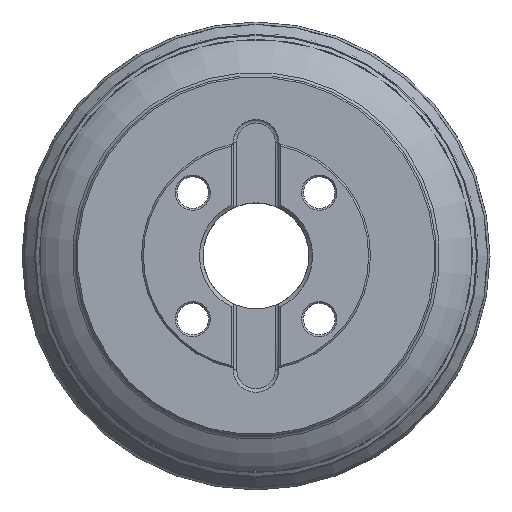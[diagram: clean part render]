
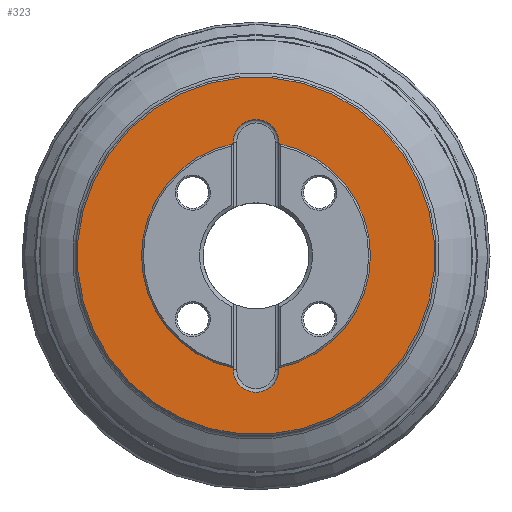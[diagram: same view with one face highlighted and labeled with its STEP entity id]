
A CAD part, top view. The second image highlights one B-rep face of the part: STEP entity #323.
In plain terms, the highlighted planar face has unit normal (0, 0, 1).
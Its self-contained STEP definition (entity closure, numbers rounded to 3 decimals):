
#61=LINE('',#3515,#93);
#62=LINE('',#3520,#94);
#63=LINE('',#3524,#95);
#64=LINE('',#3528,#96);
#93=VECTOR('',#2580,1.);
#94=VECTOR('',#2583,1.);
#95=VECTOR('',#2586,1.);
#96=VECTOR('',#2589,1.);
#142=PLANE('',#2151);
#323=ADVANCED_FACE('',(#799,#800),#142,.T.);
#799=FACE_BOUND('',#1025,.T.);
#800=FACE_BOUND('',#1026,.T.);
#1025=EDGE_LOOP('',(#1299));
#1026=EDGE_LOOP('',(#1300,#1301,#1302,#1303,#1304,#1305,#1306,#1307));
#1299=ORIENTED_EDGE('',*,*,#1767,.T.);
#1300=ORIENTED_EDGE('',*,*,#1768,.F.);
#1301=ORIENTED_EDGE('',*,*,#1769,.F.);
#1302=ORIENTED_EDGE('',*,*,#1770,.T.);
#1303=ORIENTED_EDGE('',*,*,#1771,.T.);
#1304=ORIENTED_EDGE('',*,*,#1772,.F.);
#1305=ORIENTED_EDGE('',*,*,#1773,.F.);
#1306=ORIENTED_EDGE('',*,*,#1774,.F.);
#1307=ORIENTED_EDGE('',*,*,#1775,.F.);
#1595=VERTEX_POINT('',#3514);
#1596=VERTEX_POINT('',#3516);
#1597=VERTEX_POINT('',#3517);
#1598=VERTEX_POINT('',#3519);
#1599=VERTEX_POINT('',#3521);
#1600=VERTEX_POINT('',#3523);
#1601=VERTEX_POINT('',#3525);
#1602=VERTEX_POINT('',#3527);
#1603=VERTEX_POINT('',#3529);
#1767=EDGE_CURVE('',#1595,#1595,#1967,.T.);
#1768=EDGE_CURVE('',#1596,#1597,#61,.T.);
#1769=EDGE_CURVE('',#1598,#1596,#1968,.T.);
#1770=EDGE_CURVE('',#1598,#1599,#62,.T.);
#1771=EDGE_CURVE('',#1599,#1600,#1969,.T.);
#1772=EDGE_CURVE('',#1601,#1600,#63,.T.);
#1773=EDGE_CURVE('',#1602,#1601,#1970,.T.);
#1774=EDGE_CURVE('',#1603,#1602,#64,.T.);
#1775=EDGE_CURVE('',#1597,#1603,#1971,.T.);
#1967=CIRCLE('',#2146,101.5);
#1968=CIRCLE('',#2147,65.);
#1969=CIRCLE('',#2148,12.903);
#1970=CIRCLE('',#2149,65.);
#1971=CIRCLE('',#2150,12.903);
#2146=AXIS2_PLACEMENT_3D('',#3513,#2578,#2579);
#2147=AXIS2_PLACEMENT_3D('',#3518,#2581,#2582);
#2148=AXIS2_PLACEMENT_3D('',#3522,#2584,#2585);
#2149=AXIS2_PLACEMENT_3D('',#3526,#2587,#2588);
#2150=AXIS2_PLACEMENT_3D('',#3530,#2590,#2591);
#2151=AXIS2_PLACEMENT_3D('',#3531,#2592,#2593);
#2578=DIRECTION('',(0.,0.,1.));
#2579=DIRECTION('',(0.996,0.087,0.));
#2580=DIRECTION('',(0.,-1.,0.));
#2581=DIRECTION('',(0.,0.,1.));
#2582=DIRECTION('',(1.,0.,0.));
#2583=DIRECTION('',(0.,1.,0.));
#2584=DIRECTION('',(0.,0.,-1.));
#2585=DIRECTION('',(-1.,0.,0.));
#2586=DIRECTION('',(0.,1.,0.));
#2587=DIRECTION('',(0.,0.,1.));
#2588=DIRECTION('',(1.,0.,0.));
#2589=DIRECTION('',(0.,1.,0.));
#2590=DIRECTION('',(0.,0.,1.));
#2591=DIRECTION('',(-1.,0.,0.));
#2592=DIRECTION('',(0.,0.,1.));
#2593=DIRECTION('',(-1.,0.,0.));
#3513=CARTESIAN_POINT('',(0.,0.,-1.));
#3514=CARTESIAN_POINT('',(101.114,8.846,-1.));
#3515=CARTESIAN_POINT('',(-12.903,64.598,-1.));
#3516=CARTESIAN_POINT('',(-12.903,-63.707,-1.));
#3517=CARTESIAN_POINT('',(-12.903,-64.598,-1.));
#3518=CARTESIAN_POINT('',(0.,0.,-1.));
#3519=CARTESIAN_POINT('',(-12.903,63.707,-1.));
#3520=CARTESIAN_POINT('',(-12.903,64.598,-1.));
#3521=CARTESIAN_POINT('',(-12.903,64.598,-1.));
#3522=CARTESIAN_POINT('',(0.,64.598,-1.));
#3523=CARTESIAN_POINT('',(12.903,64.598,-1.));
#3524=CARTESIAN_POINT('',(12.903,64.598,-1.));
#3525=CARTESIAN_POINT('',(12.903,63.707,-1.));
#3526=CARTESIAN_POINT('',(0.,0.,-1.));
#3527=CARTESIAN_POINT('',(12.903,-63.707,-1.));
#3528=CARTESIAN_POINT('',(12.903,64.598,-1.));
#3529=CARTESIAN_POINT('',(12.903,-64.598,-1.));
#3530=CARTESIAN_POINT('',(0.,-64.598,-1.));
#3531=CARTESIAN_POINT('',(-265.,0.,-1.));
